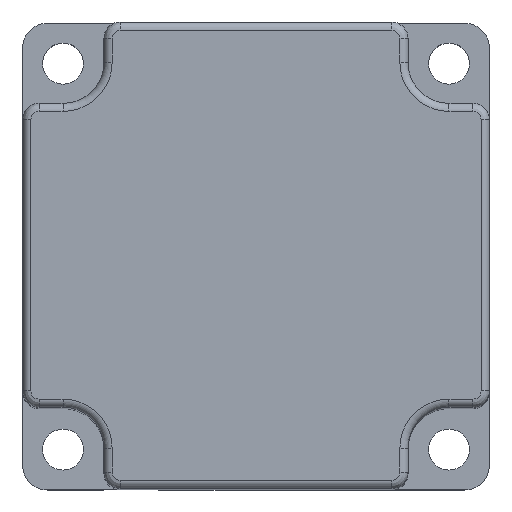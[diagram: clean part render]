
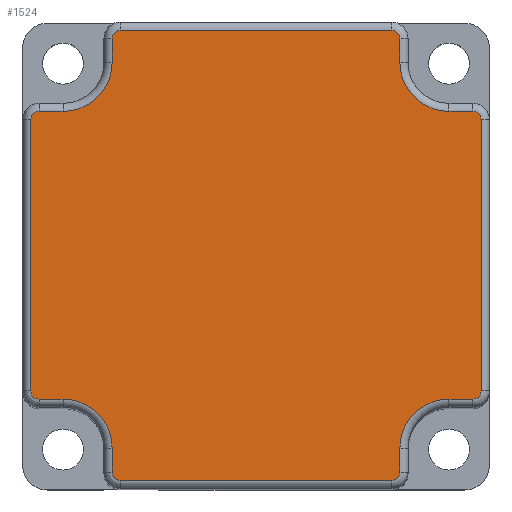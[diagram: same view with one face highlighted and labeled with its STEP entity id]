
A CAD part, top view. The second image highlights one B-rep face of the part: STEP entity #1524.
In plain terms, the highlighted planar face has unit normal (0, 0, 1).
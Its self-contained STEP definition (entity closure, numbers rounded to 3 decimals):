
#81=LINE('',#2361,#209);
#82=LINE('',#2365,#210);
#83=LINE('',#2369,#211);
#84=LINE('',#2373,#212);
#85=LINE('',#2377,#213);
#86=LINE('',#2381,#214);
#87=LINE('',#2385,#215);
#88=LINE('',#2389,#216);
#89=LINE('',#2393,#217);
#90=LINE('',#2397,#218);
#91=LINE('',#2401,#219);
#92=LINE('',#2404,#220);
#209=VECTOR('',#1838,2.93);
#210=VECTOR('',#1841,33.14);
#211=VECTOR('',#1844,2.93);
#212=VECTOR('',#1847,2.93);
#213=VECTOR('',#1850,33.14);
#214=VECTOR('',#1853,2.93);
#215=VECTOR('',#1856,2.93);
#216=VECTOR('',#1859,33.14);
#217=VECTOR('',#1862,2.93);
#218=VECTOR('',#1865,2.93);
#219=VECTOR('',#1868,33.14);
#220=VECTOR('',#1871,2.93);
#335=PLANE('',#1636);
#374=FACE_OUTER_BOUND('',#467,.T.);
#467=EDGE_LOOP('',(#1061,#1062,#1063,#1064,#1065,#1066,#1067,#1068,#1069,
#1070,#1071,#1072,#1073,#1074,#1075,#1076,#1077,#1078,#1079,#1080,#1081,
#1082,#1083,#1084));
#578=CIRCLE('',#1637,6.);
#579=CIRCLE('',#1638,1.);
#580=CIRCLE('',#1639,1.);
#581=CIRCLE('',#1640,6.);
#582=CIRCLE('',#1641,1.);
#583=CIRCLE('',#1642,1.);
#584=CIRCLE('',#1643,6.);
#585=CIRCLE('',#1644,1.);
#586=CIRCLE('',#1645,1.);
#587=CIRCLE('',#1646,6.);
#588=CIRCLE('',#1647,1.);
#589=CIRCLE('',#1648,1.);
#680=VERTEX_POINT('',#2357);
#681=VERTEX_POINT('',#2358);
#682=VERTEX_POINT('',#2360);
#683=VERTEX_POINT('',#2362);
#684=VERTEX_POINT('',#2364);
#685=VERTEX_POINT('',#2366);
#686=VERTEX_POINT('',#2368);
#687=VERTEX_POINT('',#2370);
#688=VERTEX_POINT('',#2372);
#689=VERTEX_POINT('',#2374);
#690=VERTEX_POINT('',#2376);
#691=VERTEX_POINT('',#2378);
#692=VERTEX_POINT('',#2380);
#693=VERTEX_POINT('',#2382);
#694=VERTEX_POINT('',#2384);
#695=VERTEX_POINT('',#2386);
#696=VERTEX_POINT('',#2388);
#697=VERTEX_POINT('',#2390);
#698=VERTEX_POINT('',#2392);
#699=VERTEX_POINT('',#2394);
#700=VERTEX_POINT('',#2396);
#701=VERTEX_POINT('',#2398);
#702=VERTEX_POINT('',#2400);
#703=VERTEX_POINT('',#2402);
#828=EDGE_CURVE('',#680,#681,#578,.F.);
#829=EDGE_CURVE('',#681,#682,#81,.T.);
#830=EDGE_CURVE('',#682,#683,#579,.T.);
#831=EDGE_CURVE('',#683,#684,#82,.T.);
#832=EDGE_CURVE('',#684,#685,#580,.T.);
#833=EDGE_CURVE('',#685,#686,#83,.T.);
#834=EDGE_CURVE('',#686,#687,#581,.F.);
#835=EDGE_CURVE('',#687,#688,#84,.T.);
#836=EDGE_CURVE('',#688,#689,#582,.T.);
#837=EDGE_CURVE('',#689,#690,#85,.T.);
#838=EDGE_CURVE('',#690,#691,#583,.T.);
#839=EDGE_CURVE('',#691,#692,#86,.T.);
#840=EDGE_CURVE('',#692,#693,#584,.F.);
#841=EDGE_CURVE('',#693,#694,#87,.T.);
#842=EDGE_CURVE('',#694,#695,#585,.T.);
#843=EDGE_CURVE('',#695,#696,#88,.T.);
#844=EDGE_CURVE('',#696,#697,#586,.T.);
#845=EDGE_CURVE('',#697,#698,#89,.T.);
#846=EDGE_CURVE('',#698,#699,#587,.F.);
#847=EDGE_CURVE('',#699,#700,#90,.T.);
#848=EDGE_CURVE('',#700,#701,#588,.T.);
#849=EDGE_CURVE('',#701,#702,#91,.T.);
#850=EDGE_CURVE('',#702,#703,#589,.T.);
#851=EDGE_CURVE('',#703,#680,#92,.T.);
#1061=ORIENTED_EDGE('',*,*,#828,.T.);
#1062=ORIENTED_EDGE('',*,*,#829,.T.);
#1063=ORIENTED_EDGE('',*,*,#830,.T.);
#1064=ORIENTED_EDGE('',*,*,#831,.T.);
#1065=ORIENTED_EDGE('',*,*,#832,.T.);
#1066=ORIENTED_EDGE('',*,*,#833,.T.);
#1067=ORIENTED_EDGE('',*,*,#834,.T.);
#1068=ORIENTED_EDGE('',*,*,#835,.T.);
#1069=ORIENTED_EDGE('',*,*,#836,.T.);
#1070=ORIENTED_EDGE('',*,*,#837,.T.);
#1071=ORIENTED_EDGE('',*,*,#838,.T.);
#1072=ORIENTED_EDGE('',*,*,#839,.T.);
#1073=ORIENTED_EDGE('',*,*,#840,.T.);
#1074=ORIENTED_EDGE('',*,*,#841,.T.);
#1075=ORIENTED_EDGE('',*,*,#842,.T.);
#1076=ORIENTED_EDGE('',*,*,#843,.T.);
#1077=ORIENTED_EDGE('',*,*,#844,.T.);
#1078=ORIENTED_EDGE('',*,*,#845,.T.);
#1079=ORIENTED_EDGE('',*,*,#846,.T.);
#1080=ORIENTED_EDGE('',*,*,#847,.T.);
#1081=ORIENTED_EDGE('',*,*,#848,.T.);
#1082=ORIENTED_EDGE('',*,*,#849,.T.);
#1083=ORIENTED_EDGE('',*,*,#850,.T.);
#1084=ORIENTED_EDGE('',*,*,#851,.T.);
#1524=ADVANCED_FACE('',(#374),#335,.T.);
#1636=AXIS2_PLACEMENT_3D('',#2356,#1834,#1835);
#1637=AXIS2_PLACEMENT_3D('',#2359,#1836,#1837);
#1638=AXIS2_PLACEMENT_3D('',#2363,#1839,#1840);
#1639=AXIS2_PLACEMENT_3D('',#2367,#1842,#1843);
#1640=AXIS2_PLACEMENT_3D('',#2371,#1845,#1846);
#1641=AXIS2_PLACEMENT_3D('',#2375,#1848,#1849);
#1642=AXIS2_PLACEMENT_3D('',#2379,#1851,#1852);
#1643=AXIS2_PLACEMENT_3D('',#2383,#1854,#1855);
#1644=AXIS2_PLACEMENT_3D('',#2387,#1857,#1858);
#1645=AXIS2_PLACEMENT_3D('',#2391,#1860,#1861);
#1646=AXIS2_PLACEMENT_3D('',#2395,#1863,#1864);
#1647=AXIS2_PLACEMENT_3D('',#2399,#1866,#1867);
#1648=AXIS2_PLACEMENT_3D('',#2403,#1869,#1870);
#1834=DIRECTION('center_axis',(0.,0.,1.));
#1835=DIRECTION('ref_axis',(1.,0.,0.));
#1836=DIRECTION('center_axis',(0.,0.,1.));
#1837=DIRECTION('ref_axis',(1.,0.,0.));
#1838=DIRECTION('',(0.,-1.,0.));
#1839=DIRECTION('center_axis',(0.,0.,1.));
#1840=DIRECTION('ref_axis',(1.,0.,0.));
#1841=DIRECTION('',(1.,0.,0.));
#1842=DIRECTION('center_axis',(0.,0.,1.));
#1843=DIRECTION('ref_axis',(1.,0.,0.));
#1844=DIRECTION('',(0.,1.,0.));
#1845=DIRECTION('center_axis',(0.,0.,1.));
#1846=DIRECTION('ref_axis',(1.,0.,0.));
#1847=DIRECTION('',(1.,0.,0.));
#1848=DIRECTION('center_axis',(0.,0.,1.));
#1849=DIRECTION('ref_axis',(1.,0.,0.));
#1850=DIRECTION('',(0.,1.,0.));
#1851=DIRECTION('center_axis',(0.,0.,1.));
#1852=DIRECTION('ref_axis',(1.,0.,0.));
#1853=DIRECTION('',(-1.,0.,0.));
#1854=DIRECTION('center_axis',(0.,0.,1.));
#1855=DIRECTION('ref_axis',(1.,0.,0.));
#1856=DIRECTION('',(0.,1.,0.));
#1857=DIRECTION('center_axis',(0.,0.,1.));
#1858=DIRECTION('ref_axis',(1.,0.,0.));
#1859=DIRECTION('',(-1.,0.,0.));
#1860=DIRECTION('center_axis',(0.,0.,1.));
#1861=DIRECTION('ref_axis',(1.,0.,0.));
#1862=DIRECTION('',(0.,-1.,0.));
#1863=DIRECTION('center_axis',(0.,0.,1.));
#1864=DIRECTION('ref_axis',(1.,0.,0.));
#1865=DIRECTION('',(-1.,0.,0.));
#1866=DIRECTION('center_axis',(0.,0.,1.));
#1867=DIRECTION('ref_axis',(1.,0.,0.));
#1868=DIRECTION('',(0.,-1.,0.));
#1869=DIRECTION('center_axis',(0.,0.,1.));
#1870=DIRECTION('ref_axis',(1.,0.,0.));
#1871=DIRECTION('',(1.,0.,0.));
#2356=CARTESIAN_POINT('Origin',(-16.57,-26.5,99.5));
#2357=CARTESIAN_POINT('',(-23.57,-17.57,99.5));
#2358=CARTESIAN_POINT('',(-17.57,-23.57,99.5));
#2359=CARTESIAN_POINT('Origin',(-23.57,-23.57,99.5));
#2360=CARTESIAN_POINT('',(-17.57,-26.5,99.5));
#2361=CARTESIAN_POINT('',(-17.57,-23.57,99.5));
#2362=CARTESIAN_POINT('',(-16.57,-27.5,99.5));
#2363=CARTESIAN_POINT('Origin',(-16.57,-26.5,99.5));
#2364=CARTESIAN_POINT('',(16.57,-27.5,99.5));
#2365=CARTESIAN_POINT('',(-16.57,-27.5,99.5));
#2366=CARTESIAN_POINT('',(17.57,-26.5,99.5));
#2367=CARTESIAN_POINT('Origin',(16.57,-26.5,99.5));
#2368=CARTESIAN_POINT('',(17.57,-23.57,99.5));
#2369=CARTESIAN_POINT('',(17.57,-26.5,99.5));
#2370=CARTESIAN_POINT('',(23.57,-17.57,99.5));
#2371=CARTESIAN_POINT('Origin',(23.57,-23.57,99.5));
#2372=CARTESIAN_POINT('',(26.5,-17.57,99.5));
#2373=CARTESIAN_POINT('',(23.57,-17.57,99.5));
#2374=CARTESIAN_POINT('',(27.5,-16.57,99.5));
#2375=CARTESIAN_POINT('Origin',(26.5,-16.57,99.5));
#2376=CARTESIAN_POINT('',(27.5,16.57,99.5));
#2377=CARTESIAN_POINT('',(27.5,-16.57,99.5));
#2378=CARTESIAN_POINT('',(26.5,17.57,99.5));
#2379=CARTESIAN_POINT('Origin',(26.5,16.57,99.5));
#2380=CARTESIAN_POINT('',(23.57,17.57,99.5));
#2381=CARTESIAN_POINT('',(26.5,17.57,99.5));
#2382=CARTESIAN_POINT('',(17.57,23.57,99.5));
#2383=CARTESIAN_POINT('Origin',(23.57,23.57,99.5));
#2384=CARTESIAN_POINT('',(17.57,26.5,99.5));
#2385=CARTESIAN_POINT('',(17.57,23.57,99.5));
#2386=CARTESIAN_POINT('',(16.57,27.5,99.5));
#2387=CARTESIAN_POINT('Origin',(16.57,26.5,99.5));
#2388=CARTESIAN_POINT('',(-16.57,27.5,99.5));
#2389=CARTESIAN_POINT('',(16.57,27.5,99.5));
#2390=CARTESIAN_POINT('',(-17.57,26.5,99.5));
#2391=CARTESIAN_POINT('Origin',(-16.57,26.5,99.5));
#2392=CARTESIAN_POINT('',(-17.57,23.57,99.5));
#2393=CARTESIAN_POINT('',(-17.57,26.5,99.5));
#2394=CARTESIAN_POINT('',(-23.57,17.57,99.5));
#2395=CARTESIAN_POINT('Origin',(-23.57,23.57,99.5));
#2396=CARTESIAN_POINT('',(-26.5,17.57,99.5));
#2397=CARTESIAN_POINT('',(-23.57,17.57,99.5));
#2398=CARTESIAN_POINT('',(-27.5,16.57,99.5));
#2399=CARTESIAN_POINT('Origin',(-26.5,16.57,99.5));
#2400=CARTESIAN_POINT('',(-27.5,-16.57,99.5));
#2401=CARTESIAN_POINT('',(-27.5,16.57,99.5));
#2402=CARTESIAN_POINT('',(-26.5,-17.57,99.5));
#2403=CARTESIAN_POINT('Origin',(-26.5,-16.57,99.5));
#2404=CARTESIAN_POINT('',(-26.5,-17.57,99.5));
